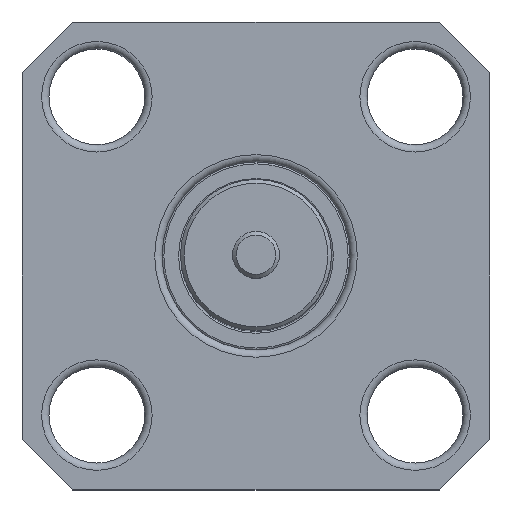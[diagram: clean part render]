
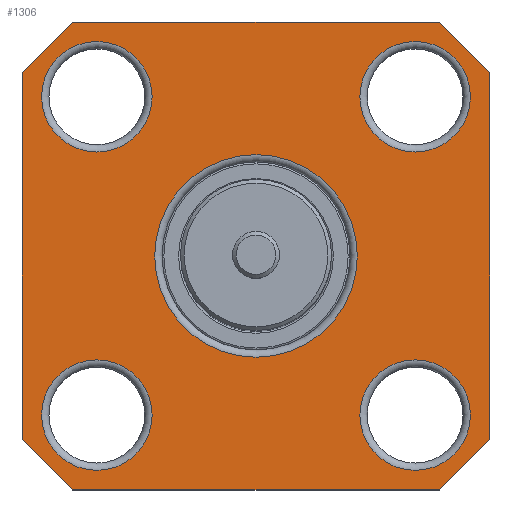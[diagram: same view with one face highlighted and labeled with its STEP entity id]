
A CAD part, top view. The second image highlights one B-rep face of the part: STEP entity #1306.
In plain terms, the highlighted planar face has unit normal (0, 0, 1).
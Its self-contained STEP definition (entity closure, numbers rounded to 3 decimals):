
#46=LINE('',#1844,#78);
#48=LINE('',#1848,#80);
#50=LINE('',#1852,#82);
#52=LINE('',#1856,#84);
#54=LINE('',#1860,#86);
#56=LINE('',#1864,#88);
#58=LINE('',#1868,#90);
#60=LINE('',#1872,#92);
#78=VECTOR('',#1550,1000.);
#80=VECTOR('',#1554,1000.);
#82=VECTOR('',#1558,1000.);
#84=VECTOR('',#1562,1000.);
#86=VECTOR('',#1566,1000.);
#88=VECTOR('',#1570,1000.);
#90=VECTOR('',#1574,1000.);
#92=VECTOR('',#1578,1000.);
#124=PLANE('',#1398);
#242=ORIENTED_EDGE('',*,*,#416,.T.);
#243=ORIENTED_EDGE('',*,*,#415,.T.);
#244=ORIENTED_EDGE('',*,*,#414,.T.);
#245=ORIENTED_EDGE('',*,*,#413,.T.);
#246=ORIENTED_EDGE('',*,*,#412,.T.);
#247=ORIENTED_EDGE('',*,*,#411,.F.);
#248=ORIENTED_EDGE('',*,*,#409,.F.);
#249=ORIENTED_EDGE('',*,*,#407,.F.);
#250=ORIENTED_EDGE('',*,*,#405,.F.);
#251=ORIENTED_EDGE('',*,*,#403,.F.);
#252=ORIENTED_EDGE('',*,*,#401,.F.);
#253=ORIENTED_EDGE('',*,*,#399,.F.);
#254=ORIENTED_EDGE('',*,*,#397,.F.);
#397=EDGE_CURVE('',#499,#500,#46,.T.);
#399=EDGE_CURVE('',#500,#501,#48,.T.);
#401=EDGE_CURVE('',#501,#502,#50,.T.);
#403=EDGE_CURVE('',#502,#503,#52,.T.);
#405=EDGE_CURVE('',#503,#504,#54,.T.);
#407=EDGE_CURVE('',#504,#505,#56,.T.);
#409=EDGE_CURVE('',#505,#506,#58,.T.);
#411=EDGE_CURVE('',#506,#499,#60,.T.);
#412=EDGE_CURVE('',#507,#507,#572,.T.);
#413=EDGE_CURVE('',#508,#508,#573,.T.);
#414=EDGE_CURVE('',#509,#509,#574,.T.);
#415=EDGE_CURVE('',#510,#510,#575,.T.);
#416=EDGE_CURVE('',#511,#511,#576,.T.);
#499=VERTEX_POINT('',#1843);
#500=VERTEX_POINT('',#1845);
#501=VERTEX_POINT('',#1849);
#502=VERTEX_POINT('',#1853);
#503=VERTEX_POINT('',#1857);
#504=VERTEX_POINT('',#1861);
#505=VERTEX_POINT('',#1865);
#506=VERTEX_POINT('',#1869);
#507=VERTEX_POINT('',#1875);
#508=VERTEX_POINT('',#1878);
#509=VERTEX_POINT('',#1881);
#510=VERTEX_POINT('',#1884);
#511=VERTEX_POINT('',#1887);
#572=CIRCLE('',#1391,1.5);
#573=CIRCLE('',#1393,1.5);
#574=CIRCLE('',#1395,1.5);
#575=CIRCLE('',#1397,1.5);
#576=CIRCLE('',#1399,2.75);
#655=EDGE_LOOP('',(#242));
#656=EDGE_LOOP('',(#243));
#657=EDGE_LOOP('',(#244));
#658=EDGE_LOOP('',(#245));
#659=EDGE_LOOP('',(#246));
#660=EDGE_LOOP('',(#247,#248,#249,#250,#251,#252,#253,#254));
#767=FACE_BOUND('',#655,.T.);
#768=FACE_BOUND('',#656,.T.);
#769=FACE_BOUND('',#657,.T.);
#770=FACE_BOUND('',#658,.T.);
#771=FACE_BOUND('',#659,.T.);
#772=FACE_BOUND('',#660,.T.);
#1306=ADVANCED_FACE('',(#767,#768,#769,#770,#771,#772),#124,.F.);
#1391=AXIS2_PLACEMENT_3D('',#1874,#1581,#1582);
#1393=AXIS2_PLACEMENT_3D('',#1877,#1585,#1586);
#1395=AXIS2_PLACEMENT_3D('',#1880,#1589,#1590);
#1397=AXIS2_PLACEMENT_3D('',#1883,#1593,#1594);
#1398=AXIS2_PLACEMENT_3D('',#1885,#1595,#1596);
#1399=AXIS2_PLACEMENT_3D('',#1886,#1597,#1598);
#1550=DIRECTION('',(-0.707,0.707,0.));
#1554=DIRECTION('',(0.,1.,0.));
#1558=DIRECTION('',(0.707,0.707,0.));
#1562=DIRECTION('',(1.,0.,0.));
#1566=DIRECTION('',(0.707,-0.707,0.));
#1570=DIRECTION('',(0.,-1.,0.));
#1574=DIRECTION('',(-0.707,-0.707,0.));
#1578=DIRECTION('',(-1.,0.,0.));
#1581=DIRECTION('',(0.,0.,-1.));
#1582=DIRECTION('',(-1.,0.,0.));
#1585=DIRECTION('',(0.,0.,-1.));
#1586=DIRECTION('',(-1.,0.,0.));
#1589=DIRECTION('',(0.,0.,-1.));
#1590=DIRECTION('',(-1.,0.,0.));
#1593=DIRECTION('',(0.,0.,-1.));
#1594=DIRECTION('',(-1.,0.,0.));
#1595=DIRECTION('',(0.,0.,-1.));
#1596=DIRECTION('',(-1.,0.,0.));
#1597=DIRECTION('',(0.,0.,-1.));
#1598=DIRECTION('',(-1.,0.,0.));
#1843=CARTESIAN_POINT('',(-4.98,-6.35,1.6));
#1844=CARTESIAN_POINT('',(-6.35,-4.98,1.6));
#1845=CARTESIAN_POINT('',(-6.35,-4.98,1.6));
#1848=CARTESIAN_POINT('',(-6.35,4.98,1.6));
#1849=CARTESIAN_POINT('',(-6.35,4.98,1.6));
#1852=CARTESIAN_POINT('',(-4.98,6.35,1.6));
#1853=CARTESIAN_POINT('',(-4.98,6.35,1.6));
#1856=CARTESIAN_POINT('',(4.98,6.35,1.6));
#1857=CARTESIAN_POINT('',(4.98,6.35,1.6));
#1860=CARTESIAN_POINT('',(4.98,6.35,1.6));
#1861=CARTESIAN_POINT('',(6.35,4.98,1.6));
#1864=CARTESIAN_POINT('',(6.35,-4.98,1.6));
#1865=CARTESIAN_POINT('',(6.35,-4.98,1.6));
#1868=CARTESIAN_POINT('',(6.35,-4.98,1.6));
#1869=CARTESIAN_POINT('',(4.98,-6.35,1.6));
#1872=CARTESIAN_POINT('',(-4.98,-6.35,1.6));
#1874=CARTESIAN_POINT('',(-4.32,4.32,1.6));
#1875=CARTESIAN_POINT('',(-5.82,4.32,1.6));
#1877=CARTESIAN_POINT('',(4.32,4.32,1.6));
#1878=CARTESIAN_POINT('',(2.82,4.32,1.6));
#1880=CARTESIAN_POINT('',(-4.32,-4.32,1.6));
#1881=CARTESIAN_POINT('',(-5.82,-4.32,1.6));
#1883=CARTESIAN_POINT('',(4.32,-4.32,1.6));
#1884=CARTESIAN_POINT('',(2.82,-4.32,1.6));
#1885=CARTESIAN_POINT('',(0.,0.,1.6));
#1886=CARTESIAN_POINT('',(0.,0.,1.6));
#1887=CARTESIAN_POINT('',(-2.75,0.,1.6));
